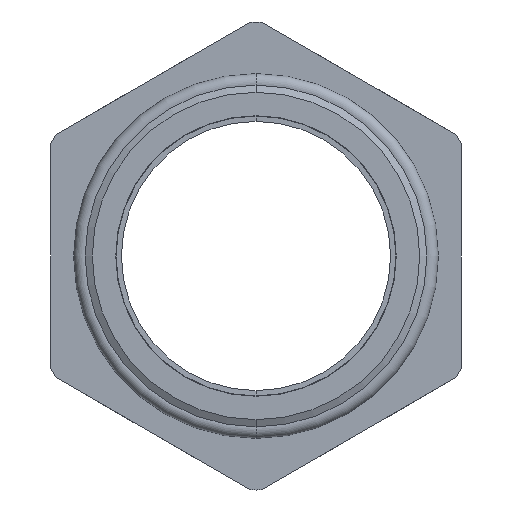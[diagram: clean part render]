
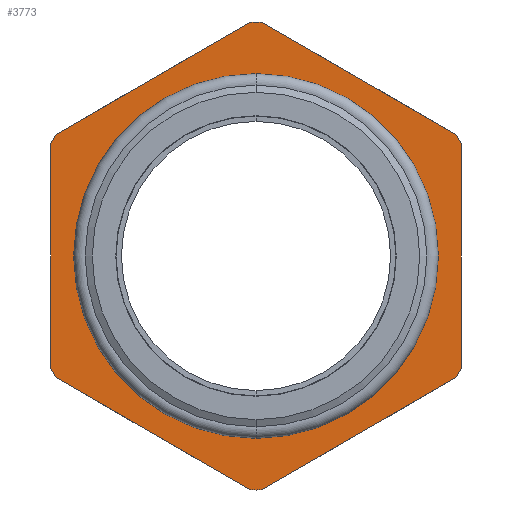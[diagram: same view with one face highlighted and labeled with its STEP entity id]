
A CAD part, front view. The second image highlights one B-rep face of the part: STEP entity #3773.
In plain terms, the highlighted planar face has unit normal (0, -1, 0).
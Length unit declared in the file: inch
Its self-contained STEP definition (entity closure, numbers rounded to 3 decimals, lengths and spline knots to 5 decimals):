
#60 = EDGE_CURVE ( 'NONE', #5299, #3402, #4648, .T. ) ;
#109 = EDGE_CURVE ( 'NONE', #505, #458, #4774, .T. ) ;
#449 = VERTEX_POINT ( 'NONE', #5420 ) ;
#458 = VERTEX_POINT ( 'NONE', #5401 ) ;
#465 = EDGE_CURVE ( 'NONE', #6334, #449, #5463, .T. ) ;
#486 = VERTEX_POINT ( 'NONE', #5481 ) ;
#499 = VERTEX_POINT ( 'NONE', #5519 ) ;
#500 = EDGE_CURVE ( 'NONE', #458, #499, #5517, .T. ) ;
#505 = VERTEX_POINT ( 'NONE', #5506 ) ;
#508 = EDGE_CURVE ( 'NONE', #486, #505, #5492, .T. ) ;
#543 = VERTEX_POINT ( 'NONE', #5608 ) ;
#545 = EDGE_CURVE ( 'NONE', #3323, #543, #5601, .T. ) ;
#548 = EDGE_CURVE ( 'NONE', #499, #6334, #5650, .T. ) ;
#558 = EDGE_CURVE ( 'NONE', #3385, #486, #5638, .T. ) ;
#771 = CARTESIAN_POINT ( 'NONE',  ( -0.01026, 0.27755, -0.45018 ) ) ;
#800 = CARTESIAN_POINT ( 'NONE',  ( 0., 0.27755, -0.4503 ) ) ;
#824 = DIRECTION ( 'NONE',  ( 0., 0., -1. ) ) ;
#825 = DIRECTION ( 'NONE',  ( 0., -1., 0. ) ) ;
#826 = CARTESIAN_POINT ( 'NONE',  ( 0., 0.27755, 0. ) ) ;
#827 = AXIS2_PLACEMENT_3D ( 'NONE', #826, #825, #824 ) ;
#828 = CIRCLE ( 'NONE', #827, 0.4503 ) ;
#933 = CARTESIAN_POINT ( 'NONE',  ( 0.395, 0.27755, 0.21621 ) ) ;
#954 = CARTESIAN_POINT ( 'NONE',  ( 0.38474, 0.27755, 0.23398 ) ) ;
#1258 = CARTESIAN_POINT ( 'NONE',  ( 0.315, 0.27755, 0. ) ) ;
#1259 = AXIS2_PLACEMENT_3D ( 'NONE', #1258, #1524, #1523 ) ;
#1260 = PLANE ( 'NONE',  #1259 ) ;
#1523 = DIRECTION ( 'NONE',  ( 0., 0., -1. ) ) ;
#1524 = DIRECTION ( 'NONE',  ( 0., -1., 0. ) ) ;
#1525 = FACE_OUTER_BOUND ( 'NONE', #3748, .T. ) ;
#1526 = FACE_BOUND ( 'NONE', #3774, .T. ) ;
#1539 = DIRECTION ( 'NONE',  ( 0., 0., -1. ) ) ;
#1540 = DIRECTION ( 'NONE',  ( 0., -1., 0. ) ) ;
#1541 = CARTESIAN_POINT ( 'NONE',  ( 0., 0.27755, 0. ) ) ;
#1542 = AXIS2_PLACEMENT_3D ( 'NONE', #1541, #1540, #1539 ) ;
#1543 = CIRCLE ( 'NONE', #1542, 0.315 ) ;
#2305 = DIRECTION ( 'NONE',  ( 0., 0., -1. ) ) ;
#2306 = DIRECTION ( 'NONE',  ( 0., -1., 0. ) ) ;
#2307 = CARTESIAN_POINT ( 'NONE',  ( 0., 0.27755, 0. ) ) ;
#2308 = AXIS2_PLACEMENT_3D ( 'NONE', #2307, #2306, #2305 ) ;
#2309 = CIRCLE ( 'NONE', #2308, 0.315 ) ;
#2311 = CARTESIAN_POINT ( 'NONE',  ( 0., 0.27755, 0.315 ) ) ;
#2312 = CARTESIAN_POINT ( 'NONE',  ( 0., 0.27755, -0.315 ) ) ;
#2919 = DIRECTION ( 'NONE',  ( 0., 0., -1. ) ) ;
#2920 = DIRECTION ( 'NONE',  ( 0., -1., 0. ) ) ;
#2921 = CARTESIAN_POINT ( 'NONE',  ( 0., 0.27755, 0. ) ) ;
#2922 = AXIS2_PLACEMENT_3D ( 'NONE', #2921, #2920, #2919 ) ;
#2923 = CIRCLE ( 'NONE', #2922, 0.4503 ) ;
#2953 = CARTESIAN_POINT ( 'NONE',  ( 0.395, 0.27755, -0.21621 ) ) ;
#3017 = DIRECTION ( 'NONE',  ( 0.866, 0., -0.5 ) ) ;
#3018 = VECTOR ( 'NONE', #3017, 39.37008 ) ;
#3019 = CARTESIAN_POINT ( 'NONE',  ( 0.03875, 0.27755, -0.47848 ) ) ;
#3020 = LINE ( 'NONE', #3019, #3018 ) ;
#3029 = CARTESIAN_POINT ( 'NONE',  ( 0.38474, 0.27755, -0.23398 ) ) ;
#3050 = CARTESIAN_POINT ( 'NONE',  ( -0.395, 0.27755, -0.21621 ) ) ;
#3062 = DIRECTION ( 'NONE',  ( 0., 0., -1. ) ) ;
#3063 = DIRECTION ( 'NONE',  ( 0., -1., 0. ) ) ;
#3064 = CARTESIAN_POINT ( 'NONE',  ( 0., 0.27755, 0. ) ) ;
#3065 = AXIS2_PLACEMENT_3D ( 'NONE', #3064, #3063, #3062 ) ;
#3066 = CIRCLE ( 'NONE', #3065, 0.4503 ) ;
#3142 = DIRECTION ( 'NONE',  ( 0.866, 0., 0.5 ) ) ;
#3143 = VECTOR ( 'NONE', #3142, 39.37008 ) ;
#3144 = CARTESIAN_POINT ( 'NONE',  ( 0.43375, 0.27755, -0.20568 ) ) ;
#3145 = LINE ( 'NONE', #3144, #3143 ) ;
#3305 = VERTEX_POINT ( 'NONE', #771 ) ;
#3308 = EDGE_CURVE ( 'NONE', #3305, #3323, #828, .T. ) ;
#3323 = VERTEX_POINT ( 'NONE', #800 ) ;
#3385 = VERTEX_POINT ( 'NONE', #954 ) ;
#3402 = VERTEX_POINT ( 'NONE', #933 ) ;
#3747 = ORIENTED_EDGE ( 'NONE', *, *, #4206, .F. ) ;
#3748 = EDGE_LOOP ( 'NONE', ( #3834, #3838, #3839, #3840, #3817, #3818, #3810, #3811, #3805, #4249, #3828, #3829, #3832 ) ) ;
#3770 = EDGE_CURVE ( 'NONE', #4200, #4197, #1543, .T. ) ;
#3773 = ADVANCED_FACE ( 'NONE', ( #1526, #1525 ), #1260, .T. ) ;
#3774 = EDGE_LOOP ( 'NONE', ( #3747, #3831 ) ) ;
#3805 = ORIENTED_EDGE ( 'NONE', *, *, #465, .T. ) ;
#3810 = ORIENTED_EDGE ( 'NONE', *, *, #500, .T. ) ;
#3811 = ORIENTED_EDGE ( 'NONE', *, *, #548, .T. ) ;
#3817 = ORIENTED_EDGE ( 'NONE', *, *, #508, .T. ) ;
#3818 = ORIENTED_EDGE ( 'NONE', *, *, #109, .T. ) ;
#3828 = ORIENTED_EDGE ( 'NONE', *, *, #3308, .T. ) ;
#3829 = ORIENTED_EDGE ( 'NONE', *, *, #545, .T. ) ;
#3831 = ORIENTED_EDGE ( 'NONE', *, *, #3770, .F. ) ;
#3832 = ORIENTED_EDGE ( 'NONE', *, *, #6378, .T. ) ;
#3834 = ORIENTED_EDGE ( 'NONE', *, *, #4546, .T. ) ;
#3838 = ORIENTED_EDGE ( 'NONE', *, *, #60, .T. ) ;
#3839 = ORIENTED_EDGE ( 'NONE', *, *, #6327, .T. ) ;
#3840 = ORIENTED_EDGE ( 'NONE', *, *, #558, .T. ) ;
#4197 = VERTEX_POINT ( 'NONE', #2312 ) ;
#4200 = VERTEX_POINT ( 'NONE', #2311 ) ;
#4206 = EDGE_CURVE ( 'NONE', #4197, #4200, #2309, .T. ) ;
#4249 = ORIENTED_EDGE ( 'NONE', *, *, #6077, .T. ) ;
#4546 = EDGE_CURVE ( 'NONE', #5773, #5299, #2923, .T. ) ;
#4645 = DIRECTION ( 'NONE',  ( 0., 0., 1. ) ) ;
#4646 = VECTOR ( 'NONE', #4645, 39.37008 ) ;
#4647 = CARTESIAN_POINT ( 'NONE',  ( 0.395, 0.27755, 0. ) ) ;
#4648 = LINE ( 'NONE', #4647, #4646 ) ;
#4770 = DIRECTION ( 'NONE',  ( -0.866, 0., -0.5 ) ) ;
#4771 = VECTOR ( 'NONE', #4770, 39.37008 ) ;
#4772 = CARTESIAN_POINT ( 'NONE',  ( 0.03875, 0.27755, 0.47848 ) ) ;
#4774 = LINE ( 'NONE', #4772, #4771 ) ;
#5299 = VERTEX_POINT ( 'NONE', #2953 ) ;
#5401 = CARTESIAN_POINT ( 'NONE',  ( -0.38474, 0.27755, 0.23398 ) ) ;
#5420 = CARTESIAN_POINT ( 'NONE',  ( -0.38474, 0.27755, -0.23398 ) ) ;
#5459 = DIRECTION ( 'NONE',  ( 0., 0., -1. ) ) ;
#5460 = DIRECTION ( 'NONE',  ( 0., -1., 0. ) ) ;
#5461 = CARTESIAN_POINT ( 'NONE',  ( 0., 0.27755, 0. ) ) ;
#5462 = AXIS2_PLACEMENT_3D ( 'NONE', #5461, #5460, #5459 ) ;
#5463 = CIRCLE ( 'NONE', #5462, 0.4503 ) ;
#5481 = CARTESIAN_POINT ( 'NONE',  ( 0.01026, 0.27755, 0.45018 ) ) ;
#5492 = CIRCLE ( 'NONE', #5556, 0.4503 ) ;
#5496 = CARTESIAN_POINT ( 'NONE',  ( 0., 0.27755, 0. ) ) ;
#5506 = CARTESIAN_POINT ( 'NONE',  ( -0.01026, 0.27755, 0.45018 ) ) ;
#5513 = DIRECTION ( 'NONE',  ( 0., 0., -1. ) ) ;
#5514 = DIRECTION ( 'NONE',  ( 0., -1., 0. ) ) ;
#5515 = CARTESIAN_POINT ( 'NONE',  ( 0., 0.27755, 0. ) ) ;
#5516 = AXIS2_PLACEMENT_3D ( 'NONE', #5515, #5514, #5513 ) ;
#5517 = CIRCLE ( 'NONE', #5516, 0.4503 ) ;
#5519 = CARTESIAN_POINT ( 'NONE',  ( -0.395, 0.27755, 0.21621 ) ) ;
#5554 = DIRECTION ( 'NONE',  ( 0., 0., -1. ) ) ;
#5555 = DIRECTION ( 'NONE',  ( 0., -1., 0. ) ) ;
#5556 = AXIS2_PLACEMENT_3D ( 'NONE', #5496, #5555, #5554 ) ;
#5597 = DIRECTION ( 'NONE',  ( 0., 0., -1. ) ) ;
#5598 = DIRECTION ( 'NONE',  ( 0., -1., 0. ) ) ;
#5599 = CARTESIAN_POINT ( 'NONE',  ( 0., 0.27755, 0. ) ) ;
#5600 = AXIS2_PLACEMENT_3D ( 'NONE', #5599, #5598, #5597 ) ;
#5601 = CIRCLE ( 'NONE', #5600, 0.4503 ) ;
#5608 = CARTESIAN_POINT ( 'NONE',  ( 0.01026, 0.27755, -0.45018 ) ) ;
#5632 = DIRECTION ( 'NONE',  ( -0.866, 0., 0.5 ) ) ;
#5633 = VECTOR ( 'NONE', #5632, 39.37008 ) ;
#5634 = CARTESIAN_POINT ( 'NONE',  ( 0.43375, 0.27755, 0.20568 ) ) ;
#5638 = LINE ( 'NONE', #5634, #5633 ) ;
#5647 = DIRECTION ( 'NONE',  ( 0., 0., -1. ) ) ;
#5648 = VECTOR ( 'NONE', #5647, 39.37008 ) ;
#5649 = CARTESIAN_POINT ( 'NONE',  ( -0.395, 0.27755, 0. ) ) ;
#5650 = LINE ( 'NONE', #5649, #5648 ) ;
#5773 = VERTEX_POINT ( 'NONE', #3029 ) ;
#6077 = EDGE_CURVE ( 'NONE', #449, #3305, #3020, .T. ) ;
#6327 = EDGE_CURVE ( 'NONE', #3402, #3385, #3066, .T. ) ;
#6334 = VERTEX_POINT ( 'NONE', #3050 ) ;
#6378 = EDGE_CURVE ( 'NONE', #543, #5773, #3145, .T. ) ;
